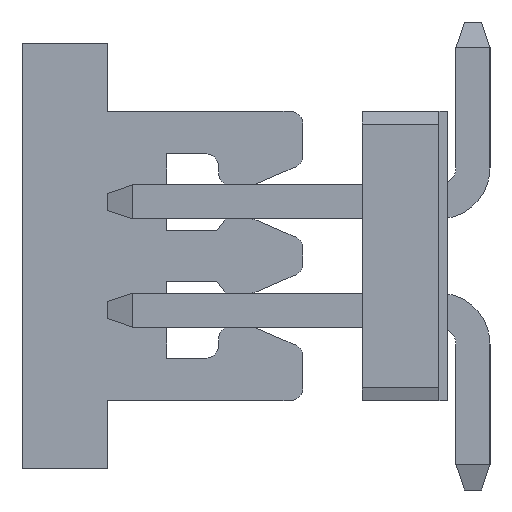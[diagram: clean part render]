
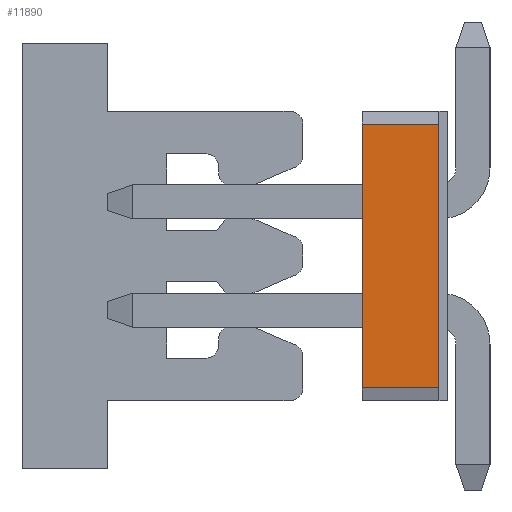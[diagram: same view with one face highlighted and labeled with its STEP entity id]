
A CAD part, left-side view. The second image highlights one B-rep face of the part: STEP entity #11890.
In plain terms, the highlighted planar face has unit normal (-1, 0, 0).
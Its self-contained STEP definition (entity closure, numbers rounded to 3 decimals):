
#11818=CARTESIAN_POINT('',(-0.635,1.,1.55));
#11819=VERTEX_POINT('',#11818);
#11826=CARTESIAN_POINT('',(-0.635,0.1,1.55));
#11827=VERTEX_POINT('',#11826);
#11828=CARTESIAN_POINT('',(-0.635,1.,1.55));
#11829=DIRECTION('',(0.,-1.,0.));
#11830=VECTOR('',#11829,0.9);
#11831=LINE('',#11828,#11830);
#11832=EDGE_CURVE('',#11819,#11827,#11831,.T.);
#11848=CARTESIAN_POINT('',(-0.635,0.1,-1.55));
#11849=VERTEX_POINT('',#11848);
#11858=CARTESIAN_POINT('',(-0.635,0.1,1.55));
#11859=DIRECTION('',(0.,0.,-1.));
#11860=VECTOR('',#11859,3.1);
#11861=LINE('',#11858,#11860);
#11862=EDGE_CURVE('',#11827,#11849,#11861,.T.);
#11867=CARTESIAN_POINT('',(-0.635,0.,-1.7));
#11868=DIRECTION('',(0.,0.,1.));
#11869=DIRECTION('',(-1.,0.,0.));
#11870=AXIS2_PLACEMENT_3D('',#11867,#11869,#11868);
#11871=PLANE('',#11870);
#11872=ORIENTED_EDGE('',*,*,#11832,.F.);
#11873=CARTESIAN_POINT('',(-0.635,1.,-1.55));
#11874=VERTEX_POINT('',#11873);
#11875=CARTESIAN_POINT('',(-0.635,1.,1.55));
#11876=DIRECTION('',(0.,0.,-1.));
#11877=VECTOR('',#11876,3.1);
#11878=LINE('',#11875,#11877);
#11879=EDGE_CURVE('',#11819,#11874,#11878,.T.);
#11880=ORIENTED_EDGE('',*,*,#11879,.T.);
#11881=CARTESIAN_POINT('',(-0.635,1.,-1.55));
#11882=DIRECTION('',(0.,-1.,0.));
#11883=VECTOR('',#11882,0.9);
#11884=LINE('',#11881,#11883);
#11885=EDGE_CURVE('',#11874,#11849,#11884,.T.);
#11886=ORIENTED_EDGE('',*,*,#11885,.T.);
#11887=ORIENTED_EDGE('',*,*,#11862,.F.);
#11888=EDGE_LOOP('',(#11872,#11880,#11886,#11887));
#11889=FACE_OUTER_BOUND('',#11888,.T.);
#11890=ADVANCED_FACE('',(#11889),#11871,.T.);
